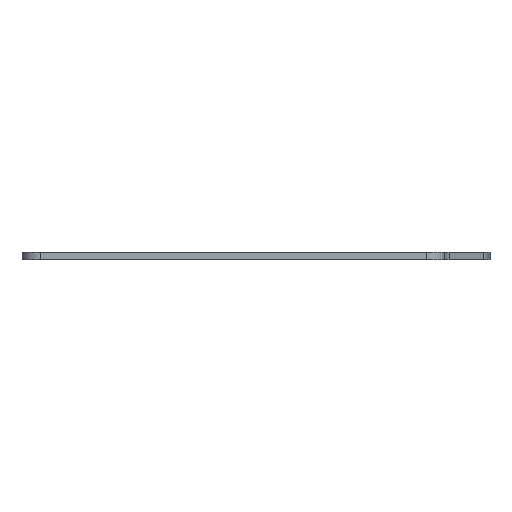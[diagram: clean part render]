
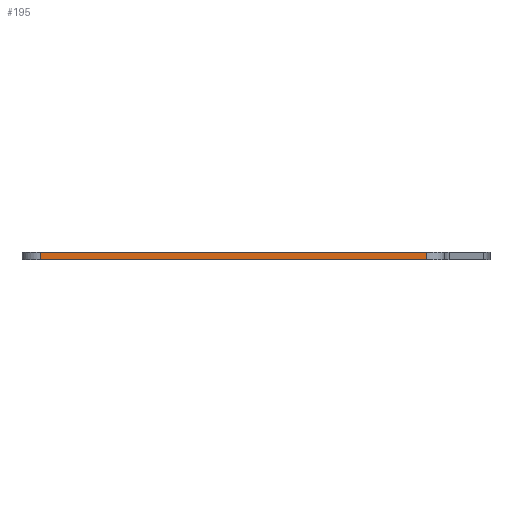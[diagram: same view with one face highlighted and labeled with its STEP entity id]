
A CAD part, left-side view. The second image highlights one B-rep face of the part: STEP entity #195.
In plain terms, the highlighted planar face has unit normal (-1, 0, 0).
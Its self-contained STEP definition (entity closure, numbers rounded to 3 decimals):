
#135 = EDGE_CURVE('',#136,#138,#140,.T.);
#136 = VERTEX_POINT('',#137);
#137 = CARTESIAN_POINT('',(102.6,-37.52,0.));
#138 = VERTEX_POINT('',#139);
#139 = CARTESIAN_POINT('',(102.6,-37.52,-1.6));
#140 = LINE('',#141,#142);
#141 = CARTESIAN_POINT('',(102.6,-37.52,0.));
#142 = VECTOR('',#143,1.);
#143 = DIRECTION('',(0.,0.,-1.));
#195 = ADVANCED_FACE('',(#196),#221,.T.);
#196 = FACE_BOUND('',#197,.T.);
#197 = EDGE_LOOP('',(#198,#199,#207,#215));
#198 = ORIENTED_EDGE('',*,*,#135,.T.);
#199 = ORIENTED_EDGE('',*,*,#200,.T.);
#200 = EDGE_CURVE('',#138,#201,#203,.T.);
#201 = VERTEX_POINT('',#202);
#202 = CARTESIAN_POINT('',(102.6,-118.483,-1.6));
#203 = LINE('',#204,#205);
#204 = CARTESIAN_POINT('',(102.6,-37.52,-1.6));
#205 = VECTOR('',#206,1.);
#206 = DIRECTION('',(0.,-1.,0.));
#207 = ORIENTED_EDGE('',*,*,#208,.F.);
#208 = EDGE_CURVE('',#209,#201,#211,.T.);
#209 = VERTEX_POINT('',#210);
#210 = CARTESIAN_POINT('',(102.6,-118.483,0.));
#211 = LINE('',#212,#213);
#212 = CARTESIAN_POINT('',(102.6,-118.483,0.));
#213 = VECTOR('',#214,1.);
#214 = DIRECTION('',(0.,0.,-1.));
#215 = ORIENTED_EDGE('',*,*,#216,.F.);
#216 = EDGE_CURVE('',#136,#209,#217,.T.);
#217 = LINE('',#218,#219);
#218 = CARTESIAN_POINT('',(102.6,-37.52,0.));
#219 = VECTOR('',#220,1.);
#220 = DIRECTION('',(0.,-1.,0.));
#221 = PLANE('',#222);
#222 = AXIS2_PLACEMENT_3D('',#223,#224,#225);
#223 = CARTESIAN_POINT('',(102.6,-37.52,0.));
#224 = DIRECTION('',(-1.,0.,0.));
#225 = DIRECTION('',(0.,-1.,0.));
